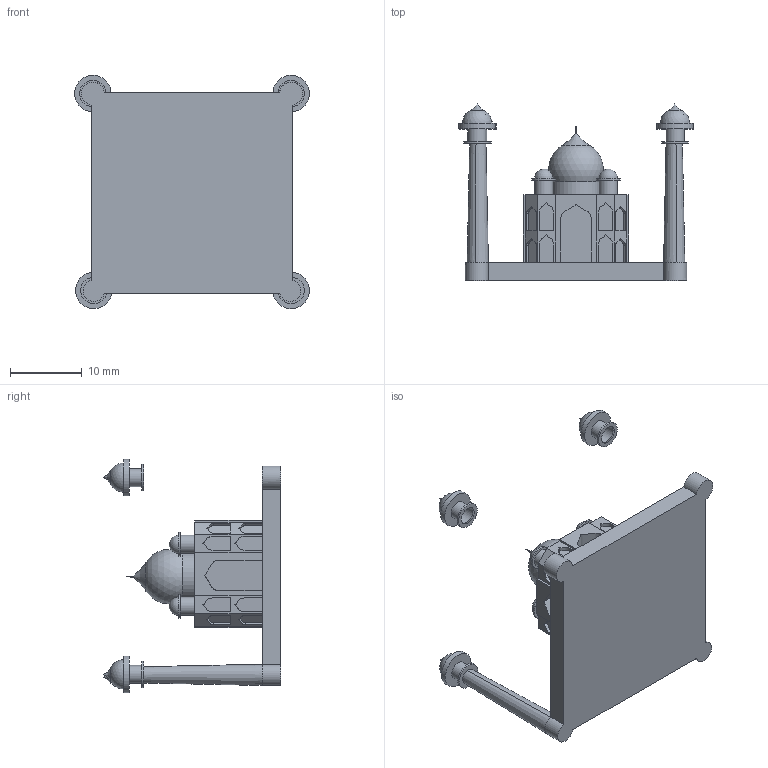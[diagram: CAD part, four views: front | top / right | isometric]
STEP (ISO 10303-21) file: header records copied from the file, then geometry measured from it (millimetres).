
FILE_DESCRIPTION(('FreeCAD Model'),'2;1');
FILE_NAME('Open CASCADE Shape Model','2025-05-03T21:48:27',('FreeCAD'),( 'FreeCAD'),'Open CASCADE STEP processor 7.6','FreeCAD','Unknown');
FILE_SCHEMA(('AUTOMOTIVE_DESIGN { 1 0 10303 214 1 1 1 1 }'));
Length unit declared in the file: millimetre
Products named in the file (1): Open CASCADE STEP translator 7.6 1
Bounding box: 32.66 x 24.64 x 32.48 mm (x, y, z)
Volume: 4509.5 mm3; surface area: 3960.7 mm2
Topology: 2 solids, 2 shells, 284 faces, 739 edges, 487 vertices
Faces by surface type: plane 177, bspline 66, cylinder 25, sphere 9, cone 7
Full cylindrical faces by diameter (mm): 2.522 x4, 2.54 x4, 3.302 x4, 3.683 x4, 5.08 x4, 6.731 x1
Entity records: 12108 total; most frequent: CARTESIAN_POINT 5564, ORIENTED_EDGE 1442, DIRECTION 1130, EDGE_CURVE 721, LINE 492, VECTOR 492, VERTEX_POINT 487, FACE_BOUND 330
